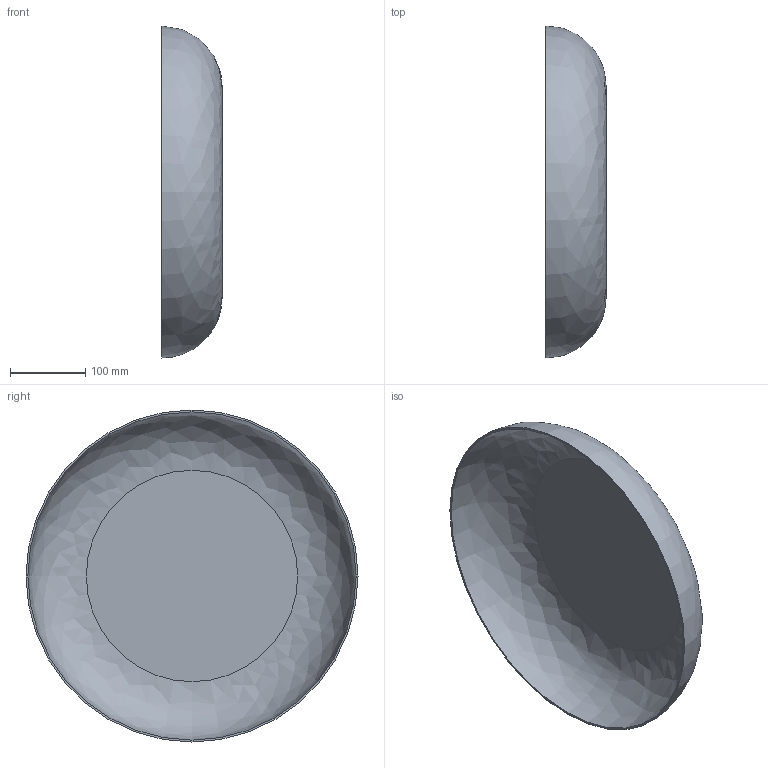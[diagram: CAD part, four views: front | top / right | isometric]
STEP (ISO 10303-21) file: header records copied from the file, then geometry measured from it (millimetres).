
FILE_DESCRIPTION(('FreeCAD Model'),'2;1');
FILE_NAME('Open CASCADE Shape Model','2022-06-13T18:17:19',('FreeCAD'),( 'FreeCAD'),'Open CASCADE STEP processor 7.6','FreeCAD','Unknown');
FILE_SCHEMA(('AUTOMOTIVE_DESIGN { 1 0 10303 214 1 1 1 1 }'));
Length unit declared in the file: millimetre
Products named in the file (1): Open CASCADE STEP translator 7.6 1
Bounding box: 80 x 440 x 440 mm (x, y, z)
Volume: 523391.1 mm3; surface area: 422162.1 mm2
Topology: 1 solids, 1 shells, 5 faces, 6 edges, 4 vertices
Faces by surface type: plane 3, revolution 2
Entity records: 202 total; most frequent: DIRECTION 38, CARTESIAN_POINT 30, AXIS2_PLACEMENT_3D 12, ORIENTED_EDGE 12, CIRCLE 12, PCURVE 12, DEFINITIONAL_REPRESENTATION 12, LINE 8
